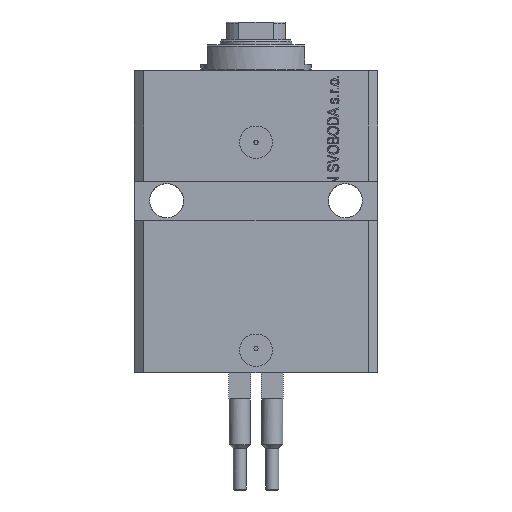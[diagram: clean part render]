
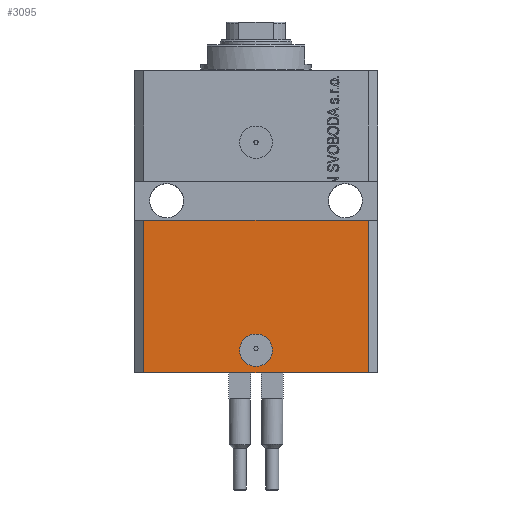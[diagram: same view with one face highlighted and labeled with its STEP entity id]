
A CAD part, front view. The second image highlights one B-rep face of the part: STEP entity #3095.
In plain terms, the highlighted planar face has unit normal (0, -1, 0).
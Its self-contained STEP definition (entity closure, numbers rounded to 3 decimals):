
#490 = LINE ( 'NONE', #30200, #26350 ) ;
#1096 = AXIS2_PLACEMENT_3D ( 'NONE', #2518, #10090, #17411 ) ;
#1562 = VERTEX_POINT ( 'NONE', #29426 ) ;
#1647 = FACE_OUTER_BOUND ( 'NONE', #36921, .T. ) ;
#2166 = EDGE_CURVE ( 'NONE', #24941, #1562, #490, .T. ) ;
#2518 = CARTESIAN_POINT ( 'NONE',  ( 0., -27.5, -86. ) ) ;
#3095 = ADVANCED_FACE ( 'NONE', ( #42086, #1647 ), #38431, .T. ) ;
#6022 = CARTESIAN_POINT ( 'NONE',  ( 34.5, -27.5, -46. ) ) ;
#8035 = CARTESIAN_POINT ( 'NONE',  ( -34.5, -27.5, -93. ) ) ;
#9231 = VERTEX_POINT ( 'NONE', #6022 ) ;
#10090 = DIRECTION ( 'NONE',  ( 0., -1., 0. ) ) ;
#10216 = DIRECTION ( 'NONE',  ( 1., 0., 0. ) ) ;
#12283 = VERTEX_POINT ( 'NONE', #26421 ) ;
#16288 = DIRECTION ( 'NONE',  ( 0., 0., -1. ) ) ;
#16941 = LINE ( 'NONE', #28118, #17071 ) ;
#17071 = VECTOR ( 'NONE', #42976, 1000. ) ;
#17411 = DIRECTION ( 'NONE',  ( 1., 0., 0. ) ) ;
#18755 = EDGE_CURVE ( 'NONE', #34218, #12283, #46651, .T. ) ;
#21504 = CARTESIAN_POINT ( 'NONE',  ( 5., -27.5, -86. ) ) ;
#21899 = CARTESIAN_POINT ( 'NONE',  ( -34.5, -27.5, -93. ) ) ;
#22117 = CIRCLE ( 'NONE', #1096, 5. ) ;
#22720 = EDGE_LOOP ( 'NONE', ( #23700, #27290 ) ) ;
#23355 = CARTESIAN_POINT ( 'NONE',  ( -34.5, -27.5, -93. ) ) ;
#23398 = ORIENTED_EDGE ( 'NONE', *, *, #34286, .T. ) ;
#23700 = ORIENTED_EDGE ( 'NONE', *, *, #18755, .F. ) ;
#23772 = CARTESIAN_POINT ( 'NONE',  ( 34.5, -27.5, -93. ) ) ;
#24269 = ORIENTED_EDGE ( 'NONE', *, *, #45138, .T. ) ;
#24941 = VERTEX_POINT ( 'NONE', #8035 ) ;
#25289 = VECTOR ( 'NONE', #39997, 1000. ) ;
#25649 = AXIS2_PLACEMENT_3D ( 'NONE', #45634, #33680, #40757 ) ;
#26350 = VECTOR ( 'NONE', #30437, 1000. ) ;
#26421 = CARTESIAN_POINT ( 'NONE',  ( -5., -27.5, -86. ) ) ;
#27199 = AXIS2_PLACEMENT_3D ( 'NONE', #23355, #45756, #16288 ) ;
#27290 = ORIENTED_EDGE ( 'NONE', *, *, #29317, .F. ) ;
#28118 = CARTESIAN_POINT ( 'NONE',  ( -37.5, -27.5, -46. ) ) ;
#29317 = EDGE_CURVE ( 'NONE', #12283, #34218, #22117, .T. ) ;
#29426 = CARTESIAN_POINT ( 'NONE',  ( -34.5, -27.5, -46. ) ) ;
#30200 = CARTESIAN_POINT ( 'NONE',  ( -34.5, -27.5, -93. ) ) ;
#30437 = DIRECTION ( 'NONE',  ( 0., 0., 1. ) ) ;
#31514 = VERTEX_POINT ( 'NONE', #23772 ) ;
#32461 = CARTESIAN_POINT ( 'NONE',  ( 34.5, -27.5, -93. ) ) ;
#33680 = DIRECTION ( 'NONE',  ( 0., -1., 0. ) ) ;
#34218 = VERTEX_POINT ( 'NONE', #21504 ) ;
#34286 = EDGE_CURVE ( 'NONE', #31514, #9231, #36112, .T. ) ;
#36112 = LINE ( 'NONE', #32461, #25289 ) ;
#36921 = EDGE_LOOP ( 'NONE', ( #42350, #41449, #24269, #23398 ) ) ;
#38431 = PLANE ( 'NONE',  #27199 ) ;
#39997 = DIRECTION ( 'NONE',  ( 0., 0., 1. ) ) ;
#40757 = DIRECTION ( 'NONE',  ( 1., 0., 0. ) ) ;
#41449 = ORIENTED_EDGE ( 'NONE', *, *, #2166, .F. ) ;
#42086 = FACE_BOUND ( 'NONE', #22720, .T. ) ;
#42350 = ORIENTED_EDGE ( 'NONE', *, *, #43757, .F. ) ;
#42976 = DIRECTION ( 'NONE',  ( 1., 0., 0. ) ) ;
#43588 = LINE ( 'NONE', #21899, #46304 ) ;
#43757 = EDGE_CURVE ( 'NONE', #1562, #9231, #16941, .T. ) ;
#45138 = EDGE_CURVE ( 'NONE', #24941, #31514, #43588, .T. ) ;
#45634 = CARTESIAN_POINT ( 'NONE',  ( 0., -27.5, -86. ) ) ;
#45756 = DIRECTION ( 'NONE',  ( 0., -1., 0. ) ) ;
#46304 = VECTOR ( 'NONE', #10216, 1000. ) ;
#46651 = CIRCLE ( 'NONE', #25649, 5. ) ;
